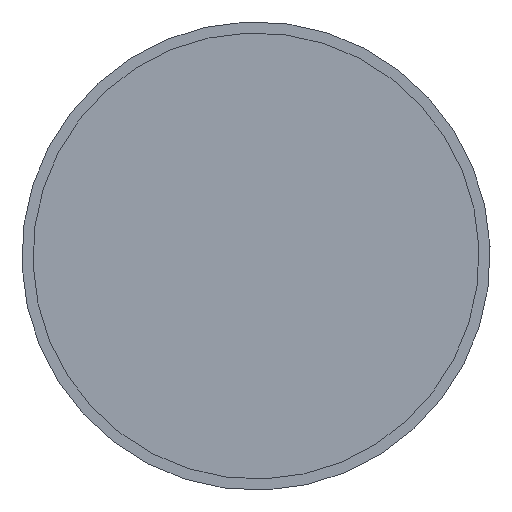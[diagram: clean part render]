
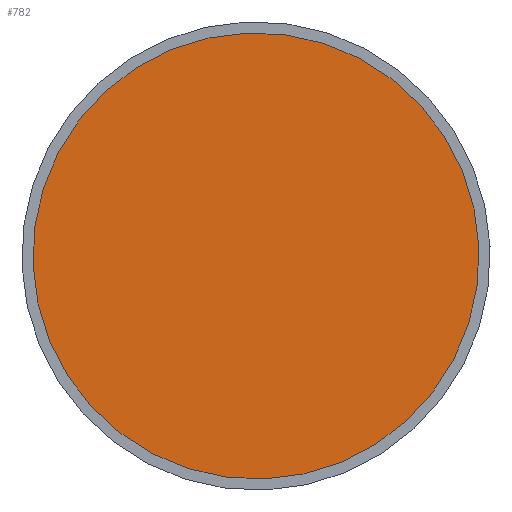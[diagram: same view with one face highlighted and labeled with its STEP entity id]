
A CAD part, front view. The second image highlights one B-rep face of the part: STEP entity #782.
In plain terms, the highlighted planar face has unit normal (0, -1, 0).
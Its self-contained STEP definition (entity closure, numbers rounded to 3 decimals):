
#123=PLANE('',#881);
#157=FACE_OUTER_BOUND('',#206,.T.);
#206=EDGE_LOOP('',(#653,#654));
#288=CIRCLE('',#882,20.005);
#289=CIRCLE('',#883,20.005);
#372=VERTEX_POINT('',#1381);
#373=VERTEX_POINT('',#1382);
#474=EDGE_CURVE('',#372,#373,#288,.T.);
#475=EDGE_CURVE('',#373,#372,#289,.T.);
#653=ORIENTED_EDGE('',*,*,#474,.T.);
#654=ORIENTED_EDGE('',*,*,#475,.T.);
#782=ADVANCED_FACE('',(#157),#123,.T.);
#881=AXIS2_PLACEMENT_3D('',#1380,#1075,#1076);
#882=AXIS2_PLACEMENT_3D('',#1383,#1077,#1078);
#883=AXIS2_PLACEMENT_3D('',#1384,#1079,#1080);
#1075=DIRECTION('center_axis',(0.,-1.,0.));
#1076=DIRECTION('ref_axis',(0.381,0.,-0.924));
#1077=DIRECTION('center_axis',(0.,-1.,0.));
#1078=DIRECTION('ref_axis',(0.924,0.,0.381));
#1079=DIRECTION('center_axis',(0.,-1.,0.));
#1080=DIRECTION('ref_axis',(0.924,0.,0.381));
#1380=CARTESIAN_POINT('Origin',(9.246,-27.612,3.816));
#1381=CARTESIAN_POINT('',(18.492,-27.612,7.631));
#1382=CARTESIAN_POINT('',(-7.631,-27.612,18.492));
#1383=CARTESIAN_POINT('Origin',(0.,-27.612,
0.));
#1384=CARTESIAN_POINT('Origin',(0.,-27.612,
0.));
